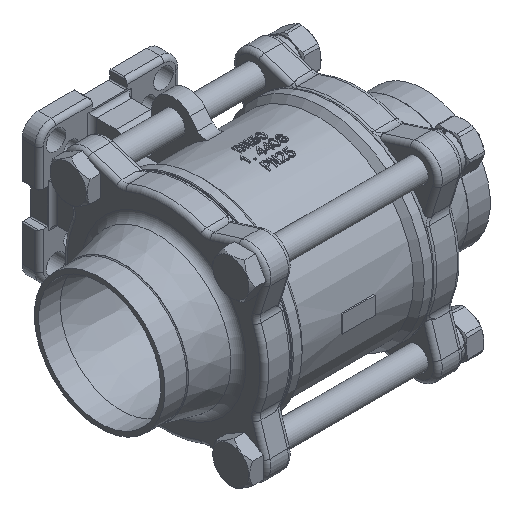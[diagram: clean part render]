
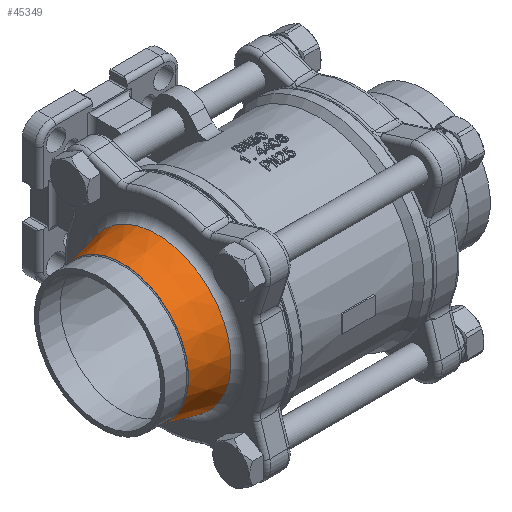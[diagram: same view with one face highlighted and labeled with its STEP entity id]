
A CAD part, isometric view. The second image highlights one B-rep face of the part: STEP entity #45349.
In plain terms, the highlighted conical face has half-angle 13 degrees and reference radius 34.171 mm.
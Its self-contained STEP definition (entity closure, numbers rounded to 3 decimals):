
#711 = CARTESIAN_POINT ( 'NONE',  ( -48.55, 0., 0. ) ) ;
#2747 = EDGE_LOOP ( 'NONE', ( #45995 ) ) ;
#7931 = VERTEX_POINT ( 'NONE', #29437 ) ;
#9587 = CARTESIAN_POINT ( 'NONE',  ( -64.45, -21.567, 21.567 ) ) ;
#11652 = CIRCLE ( 'NONE', #37745, 34.171 ) ;
#13246 = DIRECTION ( 'NONE',  ( 0., 0.707, -0.707 ) ) ;
#17335 = FACE_OUTER_BOUND ( 'NONE', #2747, .T. ) ;
#17614 = DIRECTION ( 'NONE',  ( 1., 0., 0. ) ) ;
#20696 = DIRECTION ( 'NONE',  ( 0., -0.707, 0.707 ) ) ;
#23868 = DIRECTION ( 'NONE',  ( -1., 0., 0. ) ) ;
#24531 = DIRECTION ( 'NONE',  ( -1., 0., 0. ) ) ;
#25010 = EDGE_CURVE ( 'NONE', #46941, #46941, #53801, .T. ) ;
#27711 = CONICAL_SURFACE ( 'NONE', #32070, 34.171, 0.227 ) ;
#29437 = CARTESIAN_POINT ( 'NONE',  ( -48.55, -24.162, 24.162 ) ) ;
#32070 = AXIS2_PLACEMENT_3D ( 'NONE', #711, #17614, #13246 ) ;
#36647 = DIRECTION ( 'NONE',  ( 0., -0.707, 0.707 ) ) ;
#37745 = AXIS2_PLACEMENT_3D ( 'NONE', #53951, #24531, #20696 ) ;
#38229 = EDGE_LOOP ( 'NONE', ( #52173 ) ) ;
#39922 = CARTESIAN_POINT ( 'NONE',  ( -64.45, 0., 0. ) ) ;
#45349 = ADVANCED_FACE ( 'NONE', ( #47045, #17335 ), #27711, .T. ) ;
#45995 = ORIENTED_EDGE ( 'NONE', *, *, #50091, .T. ) ;
#46941 = VERTEX_POINT ( 'NONE', #9587 ) ;
#47045 = FACE_BOUND ( 'NONE', #38229, .T. ) ;
#49441 = AXIS2_PLACEMENT_3D ( 'NONE', #39922, #23868, #36647 ) ;
#50091 = EDGE_CURVE ( 'NONE', #7931, #7931, #11652, .T. ) ;
#52173 = ORIENTED_EDGE ( 'NONE', *, *, #25010, .F. ) ;
#53801 = CIRCLE ( 'NONE', #49441, 30.5 ) ;
#53951 = CARTESIAN_POINT ( 'NONE',  ( -48.55, 0., 0. ) ) ;
